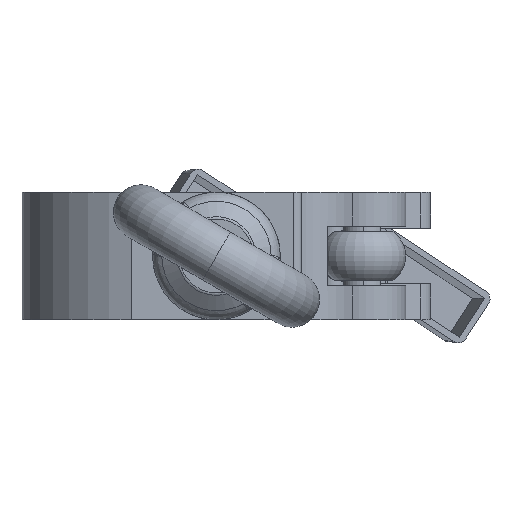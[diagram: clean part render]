
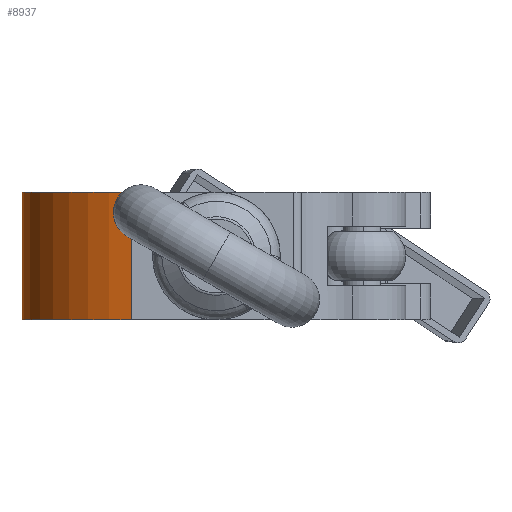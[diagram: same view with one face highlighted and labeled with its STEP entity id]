
A CAD part, front view. The second image highlights one B-rep face of the part: STEP entity #8937.
In plain terms, the highlighted cylindrical face has radius 33.267 mm (diameter 66.535 mm), a partial arc.
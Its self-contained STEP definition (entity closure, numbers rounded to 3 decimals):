
#97 = LINE ( 'NONE', #9021, #20528 ) ;
#192 = CARTESIAN_POINT ( 'NONE',  ( -12.473, -52.082, 14.95 ) ) ;
#398 = EDGE_CURVE ( 'NONE', #18573, #18435, #97, .T. ) ;
#1158 = DIRECTION ( 'NONE',  ( 0., 0., 1. ) ) ;
#1369 = LINE ( 'NONE', #4194, #7325 ) ;
#1839 = DIRECTION ( 'NONE',  ( 0., 0., 1. ) ) ;
#2300 = CIRCLE ( 'NONE', #16352, 33.267 ) ;
#2349 = VERTEX_POINT ( 'NONE', #10599 ) ;
#4194 = CARTESIAN_POINT ( 'NONE',  ( -20.041, -84.477, 14.95 ) ) ;
#4544 = ORIENTED_EDGE ( 'NONE', *, *, #4677, .F. ) ;
#4677 = EDGE_CURVE ( 'NONE', #9673, #2349, #1369, .T. ) ;
#5213 = CARTESIAN_POINT ( 'NONE',  ( -20.041, -84.477, 14.95 ) ) ;
#6059 = EDGE_LOOP ( 'NONE', ( #19608, #19645, #17156, #4544 ) ) ;
#6154 = EDGE_CURVE ( 'NONE', #18573, #9673, #16050, .T. ) ;
#6477 = CARTESIAN_POINT ( 'NONE',  ( -12.473, -52.082, -14.95 ) ) ;
#6535 = CYLINDRICAL_SURFACE ( 'NONE', #7637, 33.267 ) ;
#7325 = VECTOR ( 'NONE', #14972, 1000. ) ;
#7361 = DIRECTION ( 'NONE',  ( -1., 0., 0. ) ) ;
#7637 = AXIS2_PLACEMENT_3D ( 'NONE', #21787, #19896, #7361 ) ;
#8233 = FACE_OUTER_BOUND ( 'NONE', #6059, .T. ) ;
#8937 = ADVANCED_FACE ( 'NONE', ( #8233 ), #6535, .T. ) ;
#9021 = CARTESIAN_POINT ( 'NONE',  ( -45.74, -52.082, 14.95 ) ) ;
#9673 = VERTEX_POINT ( 'NONE', #5213 ) ;
#10453 = CARTESIAN_POINT ( 'NONE',  ( -45.74, -52.082, -14.95 ) ) ;
#10599 = CARTESIAN_POINT ( 'NONE',  ( -20.041, -84.477, -14.95 ) ) ;
#12642 = CARTESIAN_POINT ( 'NONE',  ( -45.74, -52.082, 14.95 ) ) ;
#12769 = AXIS2_PLACEMENT_3D ( 'NONE', #192, #1839, #20073 ) ;
#13836 = DIRECTION ( 'NONE',  ( 1., 0., 0. ) ) ;
#14495 = DIRECTION ( 'NONE',  ( 0., 0., -1. ) ) ;
#14972 = DIRECTION ( 'NONE',  ( 0., 0., -1. ) ) ;
#16050 = CIRCLE ( 'NONE', #12769, 33.267 ) ;
#16352 = AXIS2_PLACEMENT_3D ( 'NONE', #6477, #1158, #13836 ) ;
#17156 = ORIENTED_EDGE ( 'NONE', *, *, #18360, .T. ) ;
#18360 = EDGE_CURVE ( 'NONE', #18435, #2349, #2300, .T. ) ;
#18435 = VERTEX_POINT ( 'NONE', #10453 ) ;
#18573 = VERTEX_POINT ( 'NONE', #12642 ) ;
#19608 = ORIENTED_EDGE ( 'NONE', *, *, #6154, .F. ) ;
#19645 = ORIENTED_EDGE ( 'NONE', *, *, #398, .T. ) ;
#19896 = DIRECTION ( 'NONE',  ( 0., 0., -1. ) ) ;
#20073 = DIRECTION ( 'NONE',  ( 1., 0., 0. ) ) ;
#20528 = VECTOR ( 'NONE', #14495, 1000. ) ;
#21787 = CARTESIAN_POINT ( 'NONE',  ( -12.473, -52.082, 14.95 ) ) ;
